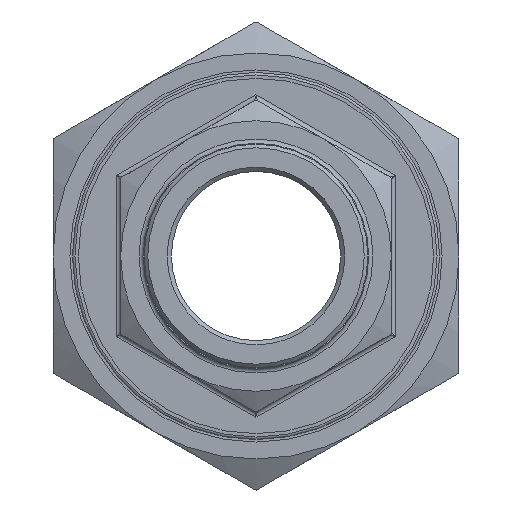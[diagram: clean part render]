
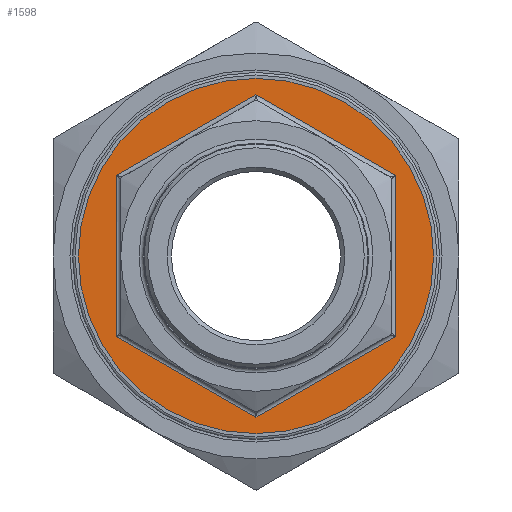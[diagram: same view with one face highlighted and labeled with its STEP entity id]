
A CAD part, front view. The second image highlights one B-rep face of the part: STEP entity #1598.
In plain terms, the highlighted planar face has unit normal (0, -1, 0).
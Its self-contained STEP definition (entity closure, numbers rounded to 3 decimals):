
#143=LINE('',#2887,#203);
#147=LINE('',#2935,#207);
#151=LINE('',#2989,#211);
#155=LINE('',#3039,#215);
#159=LINE('',#3082,#219);
#165=LINE('',#3149,#225);
#203=VECTOR('',#2122,19.053);
#207=VECTOR('',#2140,19.053);
#211=VECTOR('',#2166,19.053);
#215=VECTOR('',#2188,19.053);
#219=VECTOR('',#2208,19.053);
#225=VECTOR('',#2256,19.053);
#340=PLANE('',#1813);
#358=FACE_BOUND('',#579,.T.);
#459=FACE_OUTER_BOUND('',#578,.T.);
#578=EDGE_LOOP('',(#1405));
#579=EDGE_LOOP('',(#1406,#1407,#1408,#1409,#1410,#1411));
#668=CIRCLE('',#1814,21.);
#777=VERTEX_POINT('',#2858);
#784=VERTEX_POINT('',#2886);
#790=VERTEX_POINT('',#2934);
#798=VERTEX_POINT('',#2988);
#804=VERTEX_POINT('',#3038);
#807=VERTEX_POINT('',#3069);
#817=VERTEX_POINT('',#3151);
#971=EDGE_CURVE('',#777,#784,#143,.T.);
#981=EDGE_CURVE('',#784,#790,#147,.T.);
#994=EDGE_CURVE('',#790,#798,#151,.T.);
#1005=EDGE_CURVE('',#798,#804,#155,.T.);
#1015=EDGE_CURVE('',#804,#807,#159,.T.);
#1033=EDGE_CURVE('',#807,#777,#165,.T.);
#1034=EDGE_CURVE('',#817,#817,#668,.T.);
#1405=ORIENTED_EDGE('',*,*,#1034,.T.);
#1406=ORIENTED_EDGE('',*,*,#994,.F.);
#1407=ORIENTED_EDGE('',*,*,#981,.F.);
#1408=ORIENTED_EDGE('',*,*,#971,.F.);
#1409=ORIENTED_EDGE('',*,*,#1033,.F.);
#1410=ORIENTED_EDGE('',*,*,#1015,.F.);
#1411=ORIENTED_EDGE('',*,*,#1005,.F.);
#1598=ADVANCED_FACE('',(#459,#358),#340,.T.);
#1813=AXIS2_PLACEMENT_3D('',#3150,#2257,#2258);
#1814=AXIS2_PLACEMENT_3D('',#3152,#2259,#2260);
#2122=DIRECTION('',(-0.866,0.,-0.5));
#2140=DIRECTION('',(0.,0.,-1.));
#2166=DIRECTION('',(0.866,0.,-0.5));
#2188=DIRECTION('',(0.866,0.,0.5));
#2208=DIRECTION('',(0.,0.,1.));
#2256=DIRECTION('',(-0.866,0.,0.5));
#2257=DIRECTION('center_axis',(0.,-1.,0.));
#2258=DIRECTION('ref_axis',(0.,0.,-1.));
#2259=DIRECTION('center_axis',(0.,-1.,0.));
#2260=DIRECTION('ref_axis',(1.,0.,0.));
#2858=CARTESIAN_POINT('',(0.,-8.75,19.053));
#2886=CARTESIAN_POINT('',(-16.5,-8.75,9.526));
#2887=CARTESIAN_POINT('',(-12.25,-8.75,11.98));
#2934=CARTESIAN_POINT('',(-16.5,-8.75,-9.526));
#2935=CARTESIAN_POINT('',(-16.5,-8.75,-4.619));
#2988=CARTESIAN_POINT('',(0.,-8.75,-19.053));
#2989=CARTESIAN_POINT('',(-4.25,-8.75,-16.599));
#3038=CARTESIAN_POINT('',(16.5,-8.75,-9.526));
#3039=CARTESIAN_POINT('',(12.25,-8.75,-11.98));
#3069=CARTESIAN_POINT('',(16.5,-8.75,9.526));
#3082=CARTESIAN_POINT('',(16.5,-8.75,4.619));
#3149=CARTESIAN_POINT('',(4.25,-8.75,16.599));
#3150=CARTESIAN_POINT('Origin',(0.,-8.75,0.));
#3151=CARTESIAN_POINT('',(-21.,-8.75,0.));
#3152=CARTESIAN_POINT('Origin',(0.,-8.75,0.));
